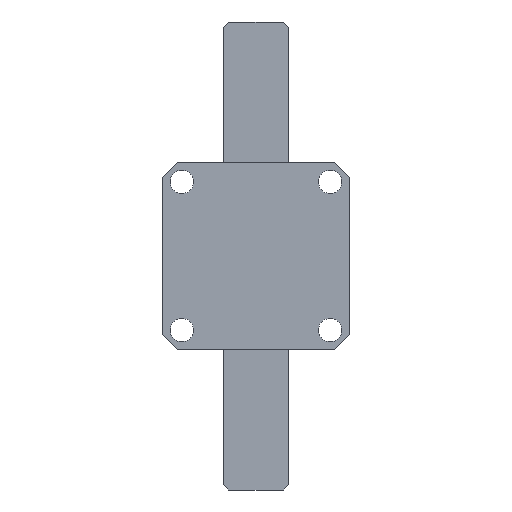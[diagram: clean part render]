
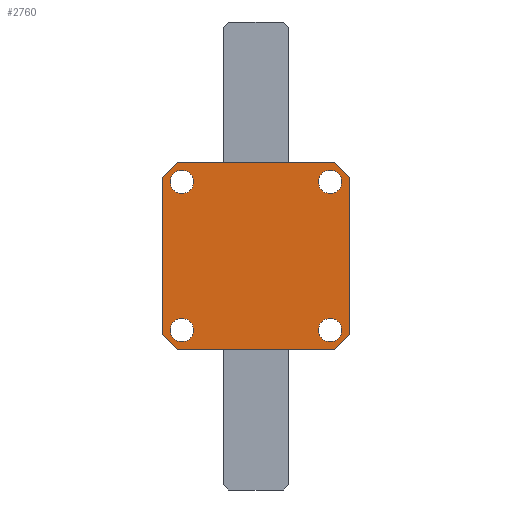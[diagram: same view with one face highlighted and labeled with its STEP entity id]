
A CAD part, front view. The second image highlights one B-rep face of the part: STEP entity #2760.
In plain terms, the highlighted planar face has unit normal (0, -1, 0).
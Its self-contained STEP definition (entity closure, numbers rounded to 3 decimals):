
#310 = CIRCLE ( 'NONE', #3768, 4.5 ) ;
#315 = CIRCLE ( 'NONE', #3767, 4.5 ) ;
#324 = CIRCLE ( 'NONE', #3765, 4.5 ) ;
#332 = CIRCLE ( 'NONE', #3760, 4.5 ) ;
#356 = VECTOR ( 'NONE', #6864, 1000. ) ;
#363 = LINE ( 'NONE', #6858, #356 ) ;
#399 = CIRCLE ( 'NONE', #3736, 47. ) ;
#400 = CIRCLE ( 'NONE', #3735, 47. ) ;
#402 = CIRCLE ( 'NONE', #3734, 47. ) ;
#403 = CIRCLE ( 'NONE', #3733, 4.5 ) ;
#404 = CIRCLE ( 'NONE', #3732, 4.5 ) ;
#406 = CIRCLE ( 'NONE', #3730, 47. ) ;
#409 = CIRCLE ( 'NONE', #3731, 4.5 ) ;
#509 = VERTEX_POINT ( 'NONE', #3142 ) ;
#514 = VERTEX_POINT ( 'NONE', #917 ) ;
#515 = VERTEX_POINT ( 'NONE', #918 ) ;
#517 = VERTEX_POINT ( 'NONE', #920 ) ;
#520 = VERTEX_POINT ( 'NONE', #923 ) ;
#535 = VERTEX_POINT ( 'NONE', #938 ) ;
#538 = VERTEX_POINT ( 'NONE', #941 ) ;
#540 = VERTEX_POINT ( 'NONE', #943 ) ;
#546 = VERTEX_POINT ( 'NONE', #949 ) ;
#549 = VERTEX_POINT ( 'NONE', #952 ) ;
#560 = VERTEX_POINT ( 'NONE', #963 ) ;
#567 = VERTEX_POINT ( 'NONE', #970 ) ;
#574 = VERTEX_POINT ( 'NONE', #977 ) ;
#590 = VERTEX_POINT ( 'NONE', #993 ) ;
#624 = VERTEX_POINT ( 'NONE', #1027 ) ;
#629 = VERTEX_POINT ( 'NONE', #1032 ) ;
#917 = CARTESIAN_POINT ( 'NONE',  ( 28.5, 0., 33. ) ) ;
#918 = CARTESIAN_POINT ( 'NONE',  ( 30.216, 0., -36. ) ) ;
#920 = CARTESIAN_POINT ( 'NONE',  ( 36., 0., 30.216 ) ) ;
#923 = CARTESIAN_POINT ( 'NONE',  ( 28.5, 0., 24. ) ) ;
#938 = CARTESIAN_POINT ( 'NONE',  ( -30.216, 0., -36. ) ) ;
#941 = CARTESIAN_POINT ( 'NONE',  ( -28.5, 0., 33. ) ) ;
#943 = CARTESIAN_POINT ( 'NONE',  ( -28.5, 0., -24. ) ) ;
#949 = CARTESIAN_POINT ( 'NONE',  ( -36., 0., 30.216 ) ) ;
#952 = CARTESIAN_POINT ( 'NONE',  ( 28.5, 0., -24. ) ) ;
#963 = CARTESIAN_POINT ( 'NONE',  ( 28.5, 0., -33. ) ) ;
#970 = CARTESIAN_POINT ( 'NONE',  ( -28.5, 0., 24. ) ) ;
#977 = CARTESIAN_POINT ( 'NONE',  ( 36., 0., -30.216 ) ) ;
#993 = CARTESIAN_POINT ( 'NONE',  ( -28.5, 0., -33. ) ) ;
#1027 = CARTESIAN_POINT ( 'NONE',  ( 30.216, 0., 36. ) ) ;
#1032 = CARTESIAN_POINT ( 'NONE',  ( -30.216, 0., 36. ) ) ;
#1427 = EDGE_CURVE ( 'NONE', #515, #574, #406, .T. ) ;
#1428 = EDGE_CURVE ( 'NONE', #520, #514, #409, .T. ) ;
#1429 = EDGE_CURVE ( 'NONE', #590, #540, #404, .T. ) ;
#1430 = EDGE_CURVE ( 'NONE', #560, #549, #403, .T. ) ;
#1431 = EDGE_CURVE ( 'NONE', #629, #546, #402, .T. ) ;
#1432 = EDGE_CURVE ( 'NONE', #517, #624, #400, .T. ) ;
#1433 = EDGE_CURVE ( 'NONE', #509, #535, #399, .T. ) ;
#1467 = EDGE_CURVE ( 'NONE', #629, #624, #363, .T. ) ;
#1489 = EDGE_CURVE ( 'NONE', #538, #567, #332, .T. ) ;
#1495 = EDGE_CURVE ( 'NONE', #549, #560, #324, .T. ) ;
#1501 = EDGE_CURVE ( 'NONE', #540, #590, #315, .T. ) ;
#1504 = EDGE_CURVE ( 'NONE', #514, #520, #310, .T. ) ;
#1903 = CARTESIAN_POINT ( 'NONE',  ( 0., 0., 0. ) ) ;
#1904 = DIRECTION ( 'NONE',  ( 0., -1., 0. ) ) ;
#1905 = DIRECTION ( 'NONE',  ( 0., 0., -1. ) ) ;
#1906 = CARTESIAN_POINT ( 'NONE',  ( 28.5, 0., 28.5 ) ) ;
#1907 = DIRECTION ( 'NONE',  ( 0., -1., 0. ) ) ;
#1908 = DIRECTION ( 'NONE',  ( 0., 0., -1. ) ) ;
#1909 = CARTESIAN_POINT ( 'NONE',  ( -28.5, 0., -28.5 ) ) ;
#1910 = DIRECTION ( 'NONE',  ( 0., -1., 0. ) ) ;
#1911 = DIRECTION ( 'NONE',  ( 0., 0., -1. ) ) ;
#1912 = CARTESIAN_POINT ( 'NONE',  ( 28.5, 0., -28.5 ) ) ;
#1913 = DIRECTION ( 'NONE',  ( 0., -1., 0. ) ) ;
#1914 = DIRECTION ( 'NONE',  ( 0., 0., -1. ) ) ;
#1915 = CARTESIAN_POINT ( 'NONE',  ( 0., 0., 0. ) ) ;
#1916 = DIRECTION ( 'NONE',  ( 0., -1., 0. ) ) ;
#1917 = DIRECTION ( 'NONE',  ( 0., 0., -1. ) ) ;
#1918 = CARTESIAN_POINT ( 'NONE',  ( 0., 0., 0. ) ) ;
#1919 = DIRECTION ( 'NONE',  ( 0., -1., 0. ) ) ;
#1920 = DIRECTION ( 'NONE',  ( 0., 0., -1. ) ) ;
#1922 = CARTESIAN_POINT ( 'NONE',  ( 0., 0., 0. ) ) ;
#1923 = DIRECTION ( 'NONE',  ( 0., -1., 0. ) ) ;
#1924 = DIRECTION ( 'NONE',  ( 0., 0., -1. ) ) ;
#2272 = VECTOR ( 'NONE', #4367, 1000. ) ;
#2274 = LINE ( 'NONE', #4371, #2272 ) ;
#2276 = CIRCLE ( 'NONE', #4655, 4.5 ) ;
#2277 = VECTOR ( 'NONE', #4372, 1000. ) ;
#2280 = LINE ( 'NONE', #4370, #2277 ) ;
#2281 = VECTOR ( 'NONE', #4368, 1000. ) ;
#2284 = LINE ( 'NONE', #4366, #2281 ) ;
#2489 = FACE_BOUND ( 'NONE', #6454, .T. ) ;
#2490 = FACE_BOUND ( 'NONE', #6397, .T. ) ;
#2492 = FACE_BOUND ( 'NONE', #6389, .T. ) ;
#2495 = FACE_BOUND ( 'NONE', #6400, .T. ) ;
#2499 = FACE_OUTER_BOUND ( 'NONE', #6393, .T. ) ;
#2760 = ADVANCED_FACE ( 'NONE', ( #2492, #2489, #2495, #2490, #2499 ), #6591, .T. ) ;
#3031 = EDGE_CURVE ( 'NONE', #517, #574, #2284, .T. ) ;
#3033 = EDGE_CURVE ( 'NONE', #509, #546, #2280, .T. ) ;
#3035 = EDGE_CURVE ( 'NONE', #567, #538, #2276, .T. ) ;
#3036 = EDGE_CURVE ( 'NONE', #515, #535, #2274, .T. ) ;
#3142 = CARTESIAN_POINT ( 'NONE',  ( -36., 0., -30.216 ) ) ;
#3730 = AXIS2_PLACEMENT_3D ( 'NONE', #1903, #1904, #1905 ) ;
#3731 = AXIS2_PLACEMENT_3D ( 'NONE', #1906, #1907, #1908 ) ;
#3732 = AXIS2_PLACEMENT_3D ( 'NONE', #1909, #1910, #1911 ) ;
#3733 = AXIS2_PLACEMENT_3D ( 'NONE', #1912, #1913, #1914 ) ;
#3734 = AXIS2_PLACEMENT_3D ( 'NONE', #1915, #1916, #1917 ) ;
#3735 = AXIS2_PLACEMENT_3D ( 'NONE', #1918, #1919, #1920 ) ;
#3736 = AXIS2_PLACEMENT_3D ( 'NONE', #1922, #1923, #1924 ) ;
#3760 = AXIS2_PLACEMENT_3D ( 'NONE', #5508, #5509, #5510 ) ;
#3765 = AXIS2_PLACEMENT_3D ( 'NONE', #5128, #5129, #5130 ) ;
#3767 = AXIS2_PLACEMENT_3D ( 'NONE', #5158, #5159, #5160 ) ;
#3768 = AXIS2_PLACEMENT_3D ( 'NONE', #5163, #5164, #5165 ) ;
#4366 = CARTESIAN_POINT ( 'NONE',  ( 36., 0., 36. ) ) ;
#4367 = DIRECTION ( 'NONE',  ( -1., 0., 0. ) ) ;
#4368 = DIRECTION ( 'NONE',  ( 0., 0., -1. ) ) ;
#4370 = CARTESIAN_POINT ( 'NONE',  ( -36., 0., 36. ) ) ;
#4371 = CARTESIAN_POINT ( 'NONE',  ( -36., 0., -36. ) ) ;
#4372 = DIRECTION ( 'NONE',  ( 0., 0., 1. ) ) ;
#4376 = CARTESIAN_POINT ( 'NONE',  ( -28.5, 0., 28.5 ) ) ;
#4377 = DIRECTION ( 'NONE',  ( 0., -1., 0. ) ) ;
#4378 = DIRECTION ( 'NONE',  ( 0., 0., -1. ) ) ;
#4596 = AXIS2_PLACEMENT_3D ( 'NONE', #6587, #6588, #6594 ) ;
#4655 = AXIS2_PLACEMENT_3D ( 'NONE', #4376, #4377, #4378 ) ;
#5128 = CARTESIAN_POINT ( 'NONE',  ( 28.5, 0., -28.5 ) ) ;
#5129 = DIRECTION ( 'NONE',  ( 0., -1., 0. ) ) ;
#5130 = DIRECTION ( 'NONE',  ( 0., 0., -1. ) ) ;
#5158 = CARTESIAN_POINT ( 'NONE',  ( -28.5, 0., -28.5 ) ) ;
#5159 = DIRECTION ( 'NONE',  ( 0., -1., 0. ) ) ;
#5160 = DIRECTION ( 'NONE',  ( 0., 0., -1. ) ) ;
#5163 = CARTESIAN_POINT ( 'NONE',  ( 28.5, 0., 28.5 ) ) ;
#5164 = DIRECTION ( 'NONE',  ( 0., -1., 0. ) ) ;
#5165 = DIRECTION ( 'NONE',  ( 0., 0., -1. ) ) ;
#5508 = CARTESIAN_POINT ( 'NONE',  ( -28.5, 0., 28.5 ) ) ;
#5509 = DIRECTION ( 'NONE',  ( 0., -1., 0. ) ) ;
#5510 = DIRECTION ( 'NONE',  ( 0., 0., -1. ) ) ;
#5880 = ORIENTED_EDGE ( 'NONE', *, *, #1489, .F. ) ;
#5881 = ORIENTED_EDGE ( 'NONE', *, *, #3035, .F. ) ;
#5882 = ORIENTED_EDGE ( 'NONE', *, *, #1504, .F. ) ;
#5883 = ORIENTED_EDGE ( 'NONE', *, *, #1428, .F. ) ;
#5884 = ORIENTED_EDGE ( 'NONE', *, *, #1495, .F. ) ;
#5885 = ORIENTED_EDGE ( 'NONE', *, *, #1430, .F. ) ;
#5886 = ORIENTED_EDGE ( 'NONE', *, *, #1501, .F. ) ;
#5887 = ORIENTED_EDGE ( 'NONE', *, *, #1429, .F. ) ;
#5888 = ORIENTED_EDGE ( 'NONE', *, *, #3036, .F. ) ;
#5889 = ORIENTED_EDGE ( 'NONE', *, *, #1427, .T. ) ;
#5890 = ORIENTED_EDGE ( 'NONE', *, *, #3031, .F. ) ;
#5891 = ORIENTED_EDGE ( 'NONE', *, *, #1432, .T. ) ;
#5892 = ORIENTED_EDGE ( 'NONE', *, *, #1467, .F. ) ;
#5893 = ORIENTED_EDGE ( 'NONE', *, *, #1431, .T. ) ;
#5894 = ORIENTED_EDGE ( 'NONE', *, *, #3033, .F. ) ;
#5895 = ORIENTED_EDGE ( 'NONE', *, *, #1433, .T. ) ;
#6389 = EDGE_LOOP ( 'NONE', ( #5880, #5881 ) ) ;
#6393 = EDGE_LOOP ( 'NONE', ( #5888, #5889, #5890, #5891, #5892, #5893, #5894, #5895 ) ) ;
#6397 = EDGE_LOOP ( 'NONE', ( #5886, #5887 ) ) ;
#6400 = EDGE_LOOP ( 'NONE', ( #5884, #5885 ) ) ;
#6454 = EDGE_LOOP ( 'NONE', ( #5882, #5883 ) ) ;
#6587 = CARTESIAN_POINT ( 'NONE',  ( 0., 0., 0. ) ) ;
#6588 = DIRECTION ( 'NONE',  ( 0., -1., 0. ) ) ;
#6591 = PLANE ( 'NONE',  #4596 ) ;
#6594 = DIRECTION ( 'NONE',  ( 0., 0., -1. ) ) ;
#6858 = CARTESIAN_POINT ( 'NONE',  ( -36., 0., 36. ) ) ;
#6864 = DIRECTION ( 'NONE',  ( 1., 0., 0. ) ) ;
